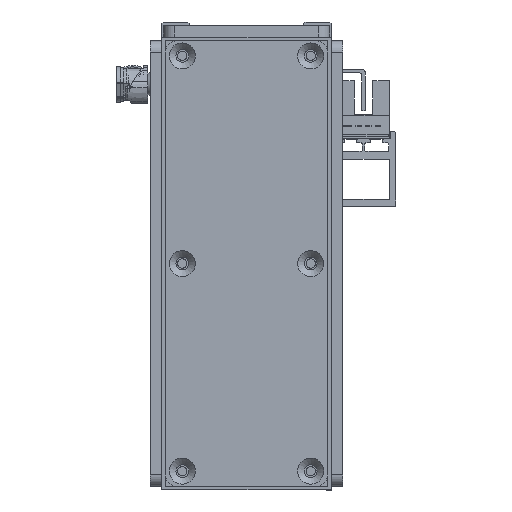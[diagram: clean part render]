
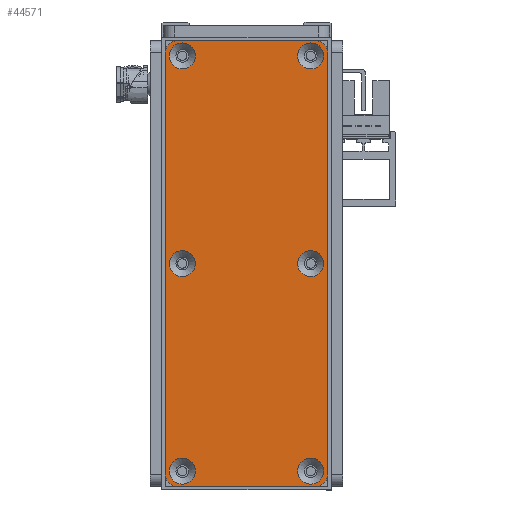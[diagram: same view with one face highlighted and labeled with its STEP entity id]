
A CAD part, front view. The second image highlights one B-rep face of the part: STEP entity #44571.
In plain terms, the highlighted face is planar.
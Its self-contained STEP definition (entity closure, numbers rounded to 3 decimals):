
#718=FACE_BOUND('',#7247,.T.);
#719=FACE_BOUND('',#7248,.T.);
#720=FACE_BOUND('',#7249,.T.);
#721=FACE_BOUND('',#7250,.T.);
#722=FACE_BOUND('',#7251,.T.);
#723=FACE_BOUND('',#7252,.T.);
#1699=PLANE('',#48583);
#4574=FACE_OUTER_BOUND('',#7246,.T.);
#7246=EDGE_LOOP('',(#36469,#36470,#36471,#36472,#36473,#36474,#36475,#36476));
#7247=EDGE_LOOP('',(#36477));
#7248=EDGE_LOOP('',(#36478));
#7249=EDGE_LOOP('',(#36479));
#7250=EDGE_LOOP('',(#36480));
#7251=EDGE_LOOP('',(#36481));
#7252=EDGE_LOOP('',(#36482));
#10301=LINE('',#70756,#15148);
#10305=LINE('',#70768,#15152);
#10309=LINE('',#70780,#15156);
#10313=LINE('',#70790,#15160);
#15148=VECTOR('',#56516,10.);
#15152=VECTOR('',#56528,10.);
#15156=VECTOR('',#56540,10.);
#15160=VECTOR('',#56552,10.);
#19427=CIRCLE('',#48537,3.45);
#19430=CIRCLE('',#48542,3.45);
#19433=CIRCLE('',#48547,3.45);
#19436=CIRCLE('',#48552,3.45);
#19439=CIRCLE('',#48557,3.45);
#19442=CIRCLE('',#48562,3.45);
#19446=CIRCLE('',#48568,3.);
#19448=CIRCLE('',#48572,3.);
#19450=CIRCLE('',#48576,3.);
#19452=CIRCLE('',#48580,3.);
#21651=VERTEX_POINT('',#70684);
#21654=VERTEX_POINT('',#70694);
#21657=VERTEX_POINT('',#70704);
#21660=VERTEX_POINT('',#70714);
#21663=VERTEX_POINT('',#70724);
#21666=VERTEX_POINT('',#70734);
#21671=VERTEX_POINT('',#70747);
#21672=VERTEX_POINT('',#70749);
#21674=VERTEX_POINT('',#70755);
#21676=VERTEX_POINT('',#70761);
#21678=VERTEX_POINT('',#70767);
#21680=VERTEX_POINT('',#70773);
#21682=VERTEX_POINT('',#70779);
#21684=VERTEX_POINT('',#70785);
#26934=EDGE_CURVE('',#21651,#21651,#19427,.T.);
#26939=EDGE_CURVE('',#21654,#21654,#19430,.T.);
#26944=EDGE_CURVE('',#21657,#21657,#19433,.T.);
#26949=EDGE_CURVE('',#21660,#21660,#19436,.T.);
#26954=EDGE_CURVE('',#21663,#21663,#19439,.T.);
#26959=EDGE_CURVE('',#21666,#21666,#19442,.T.);
#26966=EDGE_CURVE('',#21672,#21671,#19446,.T.);
#26969=EDGE_CURVE('',#21674,#21672,#10301,.T.);
#26972=EDGE_CURVE('',#21676,#21674,#19448,.T.);
#26975=EDGE_CURVE('',#21678,#21676,#10305,.T.);
#26978=EDGE_CURVE('',#21680,#21678,#19450,.T.);
#26981=EDGE_CURVE('',#21682,#21680,#10309,.T.);
#26984=EDGE_CURVE('',#21684,#21682,#19452,.T.);
#26987=EDGE_CURVE('',#21671,#21684,#10313,.T.);
#36469=ORIENTED_EDGE('',*,*,#26987,.T.);
#36470=ORIENTED_EDGE('',*,*,#26984,.T.);
#36471=ORIENTED_EDGE('',*,*,#26981,.T.);
#36472=ORIENTED_EDGE('',*,*,#26978,.T.);
#36473=ORIENTED_EDGE('',*,*,#26975,.T.);
#36474=ORIENTED_EDGE('',*,*,#26972,.T.);
#36475=ORIENTED_EDGE('',*,*,#26969,.T.);
#36476=ORIENTED_EDGE('',*,*,#26966,.T.);
#36477=ORIENTED_EDGE('',*,*,#26934,.T.);
#36478=ORIENTED_EDGE('',*,*,#26939,.T.);
#36479=ORIENTED_EDGE('',*,*,#26944,.T.);
#36480=ORIENTED_EDGE('',*,*,#26949,.T.);
#36481=ORIENTED_EDGE('',*,*,#26954,.T.);
#36482=ORIENTED_EDGE('',*,*,#26959,.T.);
#44571=ADVANCED_FACE('',(#4574,#718,#719,#720,#721,#722,#723),#1699,.T.);
#48537=AXIS2_PLACEMENT_3D('',#70685,#56435,#56436);
#48542=AXIS2_PLACEMENT_3D('',#70695,#56447,#56448);
#48547=AXIS2_PLACEMENT_3D('',#70705,#56459,#56460);
#48552=AXIS2_PLACEMENT_3D('',#70715,#56471,#56472);
#48557=AXIS2_PLACEMENT_3D('',#70725,#56483,#56484);
#48562=AXIS2_PLACEMENT_3D('',#70735,#56495,#56496);
#48568=AXIS2_PLACEMENT_3D('',#70750,#56510,#56511);
#48572=AXIS2_PLACEMENT_3D('',#70762,#56522,#56523);
#48576=AXIS2_PLACEMENT_3D('',#70774,#56534,#56535);
#48580=AXIS2_PLACEMENT_3D('',#70786,#56546,#56547);
#48583=AXIS2_PLACEMENT_3D('',#70792,#56555,#56556);
#56435=DIRECTION('center_axis',(0.,0.,-1.));
#56436=DIRECTION('ref_axis',(1.,0.,0.));
#56447=DIRECTION('center_axis',(0.,0.,-1.));
#56448=DIRECTION('ref_axis',(1.,0.,0.));
#56459=DIRECTION('center_axis',(0.,0.,-1.));
#56460=DIRECTION('ref_axis',(1.,0.,0.));
#56471=DIRECTION('center_axis',(0.,0.,-1.));
#56472=DIRECTION('ref_axis',(1.,0.,0.));
#56483=DIRECTION('center_axis',(0.,0.,-1.));
#56484=DIRECTION('ref_axis',(1.,0.,0.));
#56495=DIRECTION('center_axis',(0.,0.,-1.));
#56496=DIRECTION('ref_axis',(1.,0.,0.));
#56510=DIRECTION('center_axis',(0.,0.,1.));
#56511=DIRECTION('ref_axis',(-1.,0.,0.));
#56516=DIRECTION('',(0.,1.,0.));
#56522=DIRECTION('center_axis',(0.,0.,1.));
#56523=DIRECTION('ref_axis',(0.,1.,0.));
#56528=DIRECTION('',(1.,0.,0.));
#56534=DIRECTION('center_axis',(0.,0.,1.));
#56535=DIRECTION('ref_axis',(1.,0.,0.));
#56540=DIRECTION('',(0.,-1.,0.));
#56546=DIRECTION('center_axis',(0.,0.,1.));
#56547=DIRECTION('ref_axis',(0.,-1.,0.));
#56552=DIRECTION('',(-1.,0.,0.));
#56555=DIRECTION('center_axis',(0.,0.,1.));
#56556=DIRECTION('ref_axis',(1.,0.,0.));
#70684=CARTESIAN_POINT('',(110.55,4.5,3.));
#70685=CARTESIAN_POINT('Origin',(114.,4.5,3.));
#70694=CARTESIAN_POINT('',(55.55,38.5,3.));
#70695=CARTESIAN_POINT('Origin',(59.,38.5,3.));
#70704=CARTESIAN_POINT('',(55.55,4.5,3.));
#70705=CARTESIAN_POINT('Origin',(59.,4.5,3.));
#70714=CARTESIAN_POINT('',(0.55,38.5,3.));
#70715=CARTESIAN_POINT('Origin',(4.,38.5,3.));
#70724=CARTESIAN_POINT('',(110.55,38.5,3.));
#70725=CARTESIAN_POINT('Origin',(114.,38.5,3.));
#70734=CARTESIAN_POINT('',(0.55,4.5,3.));
#70735=CARTESIAN_POINT('Origin',(4.,4.5,3.));
#70747=CARTESIAN_POINT('',(115.,43.,3.));
#70749=CARTESIAN_POINT('',(118.,40.,3.));
#70750=CARTESIAN_POINT('Origin',(115.,40.,3.));
#70755=CARTESIAN_POINT('',(118.,3.,3.));
#70756=CARTESIAN_POINT('',(118.,40.,3.));
#70761=CARTESIAN_POINT('',(115.,0.,3.));
#70762=CARTESIAN_POINT('Origin',(115.,3.,3.));
#70767=CARTESIAN_POINT('',(3.,0.,3.));
#70768=CARTESIAN_POINT('',(115.,0.,3.));
#70773=CARTESIAN_POINT('',(0.,3.,3.));
#70774=CARTESIAN_POINT('Origin',(3.,3.,3.));
#70779=CARTESIAN_POINT('',(0.,40.,3.));
#70780=CARTESIAN_POINT('',(0.,3.,3.));
#70785=CARTESIAN_POINT('',(3.,43.,3.));
#70786=CARTESIAN_POINT('Origin',(3.,40.,3.));
#70790=CARTESIAN_POINT('',(3.,43.,3.));
#70792=CARTESIAN_POINT('Origin',(59.,21.5,3.));
